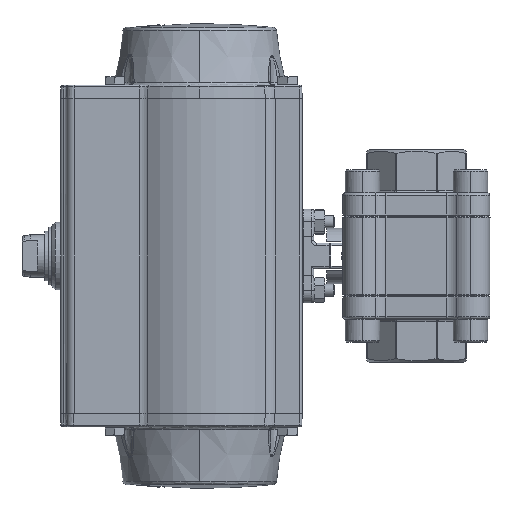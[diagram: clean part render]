
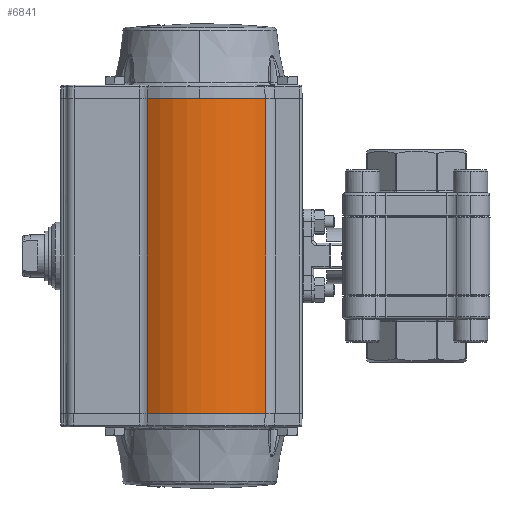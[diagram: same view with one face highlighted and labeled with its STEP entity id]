
A CAD part, left-side view. The second image highlights one B-rep face of the part: STEP entity #6841.
In plain terms, the highlighted cylindrical face has radius 47.5 mm (diameter 95 mm), a partial arc.
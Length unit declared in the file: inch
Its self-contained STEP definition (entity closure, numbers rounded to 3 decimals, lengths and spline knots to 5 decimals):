
#696 = DIRECTION ( 'NONE',  ( 0., -1., 0. ) ) ;
#917 = VERTEX_POINT ( 'NONE', #9184 ) ;
#3787 = VERTEX_POINT ( 'NONE', #58086 ) ;
#6045 = LINE ( 'NONE', #6981, #50097 ) ;
#6743 = AXIS2_PLACEMENT_3D ( 'NONE', #32463, #72467, #38251 ) ;
#6841 = ADVANCED_FACE ( 'NONE', ( #68804 ), #53569, .T. ) ;
#6981 = CARTESIAN_POINT ( 'NONE',  ( -2.27743, 3.17015, -3.17464 ) ) ;
#9184 = CARTESIAN_POINT ( 'NONE',  ( -2.51077, 5.57562, -3.17464 ) ) ;
#12273 = CARTESIAN_POINT ( 'NONE',  ( -2.51077, 5.57562, -3.17464 ) ) ;
#13627 = LINE ( 'NONE', #12273, #71029 ) ;
#13681 = AXIS2_PLACEMENT_3D ( 'NONE', #33711, #36206, #33363 ) ;
#18866 = ORIENTED_EDGE ( 'NONE', *, *, #46238, .T. ) ;
#27253 = CARTESIAN_POINT ( 'NONE',  ( -2.51077, 5.57562, 3.24269 ) ) ;
#29087 = ORIENTED_EDGE ( 'NONE', *, *, #64067, .T. ) ;
#31668 = ORIENTED_EDGE ( 'NONE', *, *, #65114, .T. ) ;
#32463 = CARTESIAN_POINT ( 'NONE',  ( -0.97353, 4.51068, -3.17464 ) ) ;
#33363 = DIRECTION ( 'NONE',  ( 0., -1., 0. ) ) ;
#33711 = CARTESIAN_POINT ( 'NONE',  ( -0.97353, 4.51068, -3.17464 ) ) ;
#35155 = DIRECTION ( 'NONE',  ( 0., 0., -1. ) ) ;
#36206 = DIRECTION ( 'NONE',  ( 0., 0., 1. ) ) ;
#38251 = DIRECTION ( 'NONE',  ( 0., -1., 0. ) ) ;
#38499 = VERTEX_POINT ( 'NONE', #27253 ) ;
#39838 = CARTESIAN_POINT ( 'NONE',  ( -2.27743, 3.17015, 3.24269 ) ) ;
#46238 = EDGE_CURVE ( 'NONE', #3787, #60988, #6045, .T. ) ;
#50097 = VECTOR ( 'NONE', #70178, 39.37008 ) ;
#53569 = CYLINDRICAL_SURFACE ( 'NONE', #13681, 1.87008 ) ;
#55663 = CIRCLE ( 'NONE', #58706, 1.87008 ) ;
#56631 = EDGE_CURVE ( 'NONE', #38499, #917, #13627, .T. ) ;
#58086 = CARTESIAN_POINT ( 'NONE',  ( -2.27743, 3.17015, -3.17464 ) ) ;
#58281 = DIRECTION ( 'NONE',  ( 0., 0., -1. ) ) ;
#58706 = AXIS2_PLACEMENT_3D ( 'NONE', #69447, #35155, #696 ) ;
#60073 = CIRCLE ( 'NONE', #6743, 1.87008 ) ;
#60988 = VERTEX_POINT ( 'NONE', #39838 ) ;
#61756 = EDGE_LOOP ( 'NONE', ( #31668, #18866, #29087, #64598 ) ) ;
#64067 = EDGE_CURVE ( 'NONE', #60988, #38499, #55663, .T. ) ;
#64598 = ORIENTED_EDGE ( 'NONE', *, *, #56631, .T. ) ;
#65114 = EDGE_CURVE ( 'NONE', #917, #3787, #60073, .T. ) ;
#68804 = FACE_OUTER_BOUND ( 'NONE', #61756, .T. ) ;
#69447 = CARTESIAN_POINT ( 'NONE',  ( -0.97353, 4.51068, 3.24269 ) ) ;
#70178 = DIRECTION ( 'NONE',  ( 0., 0., 1. ) ) ;
#71029 = VECTOR ( 'NONE', #58281, 39.37008 ) ;
#72467 = DIRECTION ( 'NONE',  ( 0., 0., 1. ) ) ;
